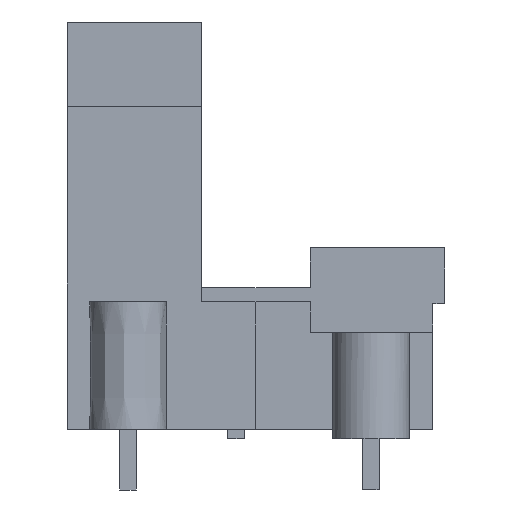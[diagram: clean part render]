
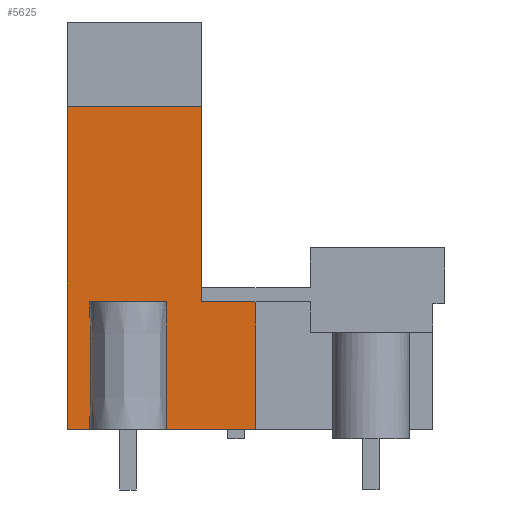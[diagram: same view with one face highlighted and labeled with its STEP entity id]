
A CAD part, left-side view. The second image highlights one B-rep face of the part: STEP entity #5625.
In plain terms, the highlighted planar face has unit normal (-1, 0, 0).
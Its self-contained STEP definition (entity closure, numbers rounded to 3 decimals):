
#5574=AXIS2_PLACEMENT_3D('Plane Axis2P3D',#5571,#5572,#5573) ;
#2071=CARTESIAN_POINT('Line Origine',(3.84,22.779,3.8)) ;
#2075=CARTESIAN_POINT('Vertex',(3.84,23.67,3.8)) ;
#2077=CARTESIAN_POINT('Vertex',(3.84,21.887,3.8)) ;
#2273=CARTESIAN_POINT('Vertex',(3.84,11.84,3.8)) ;
#2276=CARTESIAN_POINT('Line Origine',(3.84,14.846,3.8)) ;
#2280=CARTESIAN_POINT('Vertex',(3.84,17.853,3.8)) ;
#5086=CARTESIAN_POINT('Vertex',(3.84,15.24,12.7)) ;
#5116=CARTESIAN_POINT('Line Origine',(3.84,15.24,12.25)) ;
#5120=CARTESIAN_POINT('Vertex',(3.84,15.24,11.8)) ;
#5144=CARTESIAN_POINT('Vertex',(3.84,11.84,11.8)) ;
#5161=CARTESIAN_POINT('Line Origine',(3.84,13.54,11.8)) ;
#5409=CARTESIAN_POINT('Line Origine',(3.84,23.67,13.93)) ;
#5413=CARTESIAN_POINT('Vertex',(3.84,23.67,24.06)) ;
#5571=CARTESIAN_POINT('Axis2P3D Location',(3.84,23.67,3.2)) ;
#5576=CARTESIAN_POINT('Line Origine',(3.84,15.24,18.38)) ;
#5580=CARTESIAN_POINT('Vertex',(3.84,15.24,24.06)) ;
#5583=CARTESIAN_POINT('Line Origine',(3.84,19.455,24.06)) ;
#5588=CARTESIAN_POINT('Line Origine',(3.84,21.887,7.8)) ;
#5592=CARTESIAN_POINT('Vertex',(3.84,21.887,11.8)) ;
#5595=CARTESIAN_POINT('Line Origine',(3.84,19.87,11.8)) ;
#5599=CARTESIAN_POINT('Vertex',(3.84,17.853,11.8)) ;
#5602=CARTESIAN_POINT('Line Origine',(3.84,17.853,7.8)) ;
#5607=CARTESIAN_POINT('Line Origine',(3.84,11.84,7.8)) ;
#2072=DIRECTION('Vector Direction',(0.,-1.,0.)) ;
#2277=DIRECTION('Vector Direction',(0.,-1.,0.)) ;
#5117=DIRECTION('Vector Direction',(0.,0.,-1.)) ;
#5162=DIRECTION('Vector Direction',(0.,1.,0.)) ;
#5410=DIRECTION('Vector Direction',(0.,0.,1.)) ;
#5572=DIRECTION('Axis2P3D Direction',(-1.,0.,0.)) ;
#5573=DIRECTION('Axis2P3D XDirection',(0.,-1.,0.)) ;
#5577=DIRECTION('Vector Direction',(0.,0.,-1.)) ;
#5584=DIRECTION('Vector Direction',(0.,-1.,0.)) ;
#5589=DIRECTION('Vector Direction',(0.,0.,1.)) ;
#5596=DIRECTION('Vector Direction',(0.,1.,0.)) ;
#5603=DIRECTION('Vector Direction',(0.,0.,1.)) ;
#5608=DIRECTION('Vector Direction',(0.,0.,1.)) ;
#2073=VECTOR('Line Direction',#2072,1.) ;
#2278=VECTOR('Line Direction',#2277,1.) ;
#5118=VECTOR('Line Direction',#5117,1.) ;
#5163=VECTOR('Line Direction',#5162,1.) ;
#5411=VECTOR('Line Direction',#5410,1.) ;
#5578=VECTOR('Line Direction',#5577,1.) ;
#5585=VECTOR('Line Direction',#5584,1.) ;
#5590=VECTOR('Line Direction',#5589,1.) ;
#5597=VECTOR('Line Direction',#5596,1.) ;
#5604=VECTOR('Line Direction',#5603,1.) ;
#5609=VECTOR('Line Direction',#5608,1.) ;
#5613=ORIENTED_EDGE('',*,*,#5582,.F.) ;
#5614=ORIENTED_EDGE('',*,*,#5587,.T.) ;
#5615=ORIENTED_EDGE('',*,*,#5415,.T.) ;
#5616=ORIENTED_EDGE('',*,*,#2079,.T.) ;
#5617=ORIENTED_EDGE('',*,*,#5594,.T.) ;
#5618=ORIENTED_EDGE('',*,*,#5601,.F.) ;
#5619=ORIENTED_EDGE('',*,*,#5606,.F.) ;
#5620=ORIENTED_EDGE('',*,*,#2282,.T.) ;
#5621=ORIENTED_EDGE('',*,*,#5611,.T.) ;
#5622=ORIENTED_EDGE('',*,*,#5165,.T.) ;
#5623=ORIENTED_EDGE('',*,*,#5122,.F.) ;
#5625=ADVANCED_FACE('HOUSING',(#5624),#5575,.T.) ;
#2079=EDGE_CURVE('',#2076,#2078,#2074,.T.) ;
#2282=EDGE_CURVE('',#2281,#2274,#2279,.T.) ;
#5122=EDGE_CURVE('',#5087,#5121,#5119,.T.) ;
#5165=EDGE_CURVE('',#5145,#5121,#5164,.T.) ;
#5415=EDGE_CURVE('',#5414,#2076,#5412,.F.) ;
#5582=EDGE_CURVE('',#5581,#5087,#5579,.T.) ;
#5587=EDGE_CURVE('',#5581,#5414,#5586,.F.) ;
#5594=EDGE_CURVE('',#2078,#5593,#5591,.T.) ;
#5601=EDGE_CURVE('',#5600,#5593,#5598,.T.) ;
#5606=EDGE_CURVE('',#2281,#5600,#5605,.T.) ;
#5611=EDGE_CURVE('',#2274,#5145,#5610,.T.) ;
#5612=EDGE_LOOP('',(#5613,#5614,#5615,#5616,#5617,#5618,#5619,#5620,#5621,#5622,#5623)) ;
#5624=FACE_OUTER_BOUND('',#5612,.T.) ;
#2074=LINE('Line',#2071,#2073) ;
#2279=LINE('Line',#2276,#2278) ;
#5119=LINE('Line',#5116,#5118) ;
#5164=LINE('Line',#5161,#5163) ;
#5412=LINE('Line',#5409,#5411) ;
#5579=LINE('Line',#5576,#5578) ;
#5586=LINE('Line',#5583,#5585) ;
#5591=LINE('Line',#5588,#5590) ;
#5598=LINE('Line',#5595,#5597) ;
#5605=LINE('Line',#5602,#5604) ;
#5610=LINE('Line',#5607,#5609) ;
#5575=PLANE('',#5574) ;
#2076=VERTEX_POINT('',#2075) ;
#2078=VERTEX_POINT('',#2077) ;
#2274=VERTEX_POINT('',#2273) ;
#2281=VERTEX_POINT('',#2280) ;
#5087=VERTEX_POINT('',#5086) ;
#5121=VERTEX_POINT('',#5120) ;
#5145=VERTEX_POINT('',#5144) ;
#5414=VERTEX_POINT('',#5413) ;
#5581=VERTEX_POINT('',#5580) ;
#5593=VERTEX_POINT('',#5592) ;
#5600=VERTEX_POINT('',#5599) ;
